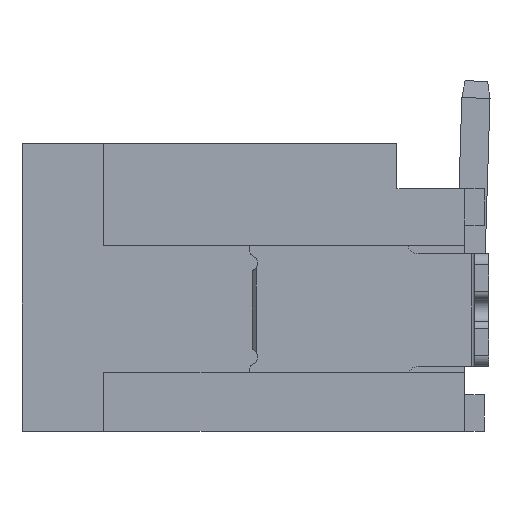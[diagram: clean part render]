
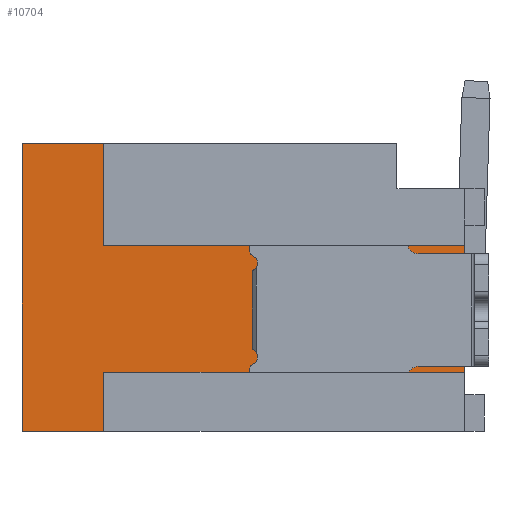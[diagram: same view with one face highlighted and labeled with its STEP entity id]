
A CAD part, left-side view. The second image highlights one B-rep face of the part: STEP entity #10704.
In plain terms, the highlighted planar face has unit normal (-1, 0, 0).
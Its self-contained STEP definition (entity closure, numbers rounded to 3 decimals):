
#3 = EDGE_CURVE ( 'NONE', #15640, #53, #18733, .T. ) ;
#53 = VERTEX_POINT ( 'NONE', #1885 ) ;
#339 = CARTESIAN_POINT ( 'NONE',  ( -7., 0., 0. ) ) ;
#657 = VECTOR ( 'NONE', #1239, 1000. ) ;
#1133 = CARTESIAN_POINT ( 'NONE',  ( -7., -1.45, 0. ) ) ;
#1239 = DIRECTION ( 'NONE',  ( 0., 0.707, -0.707 ) ) ;
#1885 = CARTESIAN_POINT ( 'NONE',  ( -7., -1.45, -5.1 ) ) ;
#2023 = VERTEX_POINT ( 'NONE', #10846 ) ;
#2064 = VERTEX_POINT ( 'NONE', #12389 ) ;
#2214 = DIRECTION ( 'NONE',  ( 0., -0.707, -0.707 ) ) ;
#2557 = CARTESIAN_POINT ( 'NONE',  ( -7., -1.6, -4.65 ) ) ;
#2599 = DIRECTION ( 'NONE',  ( 0., -1., 0. ) ) ;
#2644 = EDGE_CURVE ( 'NONE', #20122, #9479, #15783, .T. ) ;
#2740 = DIRECTION ( 'NONE',  ( 0., 1., 0. ) ) ;
#2904 = DIRECTION ( 'NONE',  ( 0., 0., -1. ) ) ;
#2931 = DIRECTION ( 'NONE',  ( 0., 0., -1. ) ) ;
#3744 = VECTOR ( 'NONE', #2214, 1000. ) ;
#3783 = CARTESIAN_POINT ( 'NONE',  ( -7., -6.83, -2.55 ) ) ;
#3981 = LINE ( 'NONE', #7399, #6203 ) ;
#4091 = ORIENTED_EDGE ( 'NONE', *, *, #19898, .F. ) ;
#4099 = CARTESIAN_POINT ( 'NONE',  ( -7., -3.925, -2.55 ) ) ;
#4306 = CARTESIAN_POINT ( 'NONE',  ( -7., -3.325, 0. ) ) ;
#4539 = CARTESIAN_POINT ( 'NONE',  ( -7., -4.215, -1.25 ) ) ;
#4936 = EDGE_CURVE ( 'NONE', #9481, #9479, #15977, .T. ) ;
#5317 = DIRECTION ( 'NONE',  ( 0., 0., 1. ) ) ;
#5508 = LINE ( 'NONE', #20419, #19156 ) ;
#5645 = EDGE_CURVE ( 'NONE', #2064, #19231, #7915, .T. ) ;
#5710 = VECTOR ( 'NONE', #13816, 1000. ) ;
#5946 = DIRECTION ( 'NONE',  ( 0., 1., 0. ) ) ;
#6012 = PLANE ( 'NONE',  #17547 ) ;
#6107 = VERTEX_POINT ( 'NONE', #6331 ) ;
#6196 = LINE ( 'NONE', #4306, #9150 ) ;
#6203 = VECTOR ( 'NONE', #14093, 1000. ) ;
#6331 = CARTESIAN_POINT ( 'NONE',  ( -7., -1.6, -4.65 ) ) ;
#6466 = ORIENTED_EDGE ( 'NONE', *, *, #8253, .F. ) ;
#6824 = EDGE_CURVE ( 'NONE', #8885, #6107, #16299, .T. ) ;
#7399 = CARTESIAN_POINT ( 'NONE',  ( -7., -3.925, -5.1 ) ) ;
#7516 = CARTESIAN_POINT ( 'NONE',  ( -7., -1.45, -2.55 ) ) ;
#7915 = LINE ( 'NONE', #19648, #14221 ) ;
#8253 = EDGE_CURVE ( 'NONE', #14555, #9481, #16750, .T. ) ;
#8338 = VERTEX_POINT ( 'NONE', #339 ) ;
#8447 = EDGE_LOOP ( 'NONE', ( #20144, #14991, #18885, #4091, #10166, #11735, #13171, #16421, #18170, #16198, #17812, #17480, #6466, #18302 ) ) ;
#8885 = VERTEX_POINT ( 'NONE', #16150 ) ;
#9150 = VECTOR ( 'NONE', #2599, 1000. ) ;
#9479 = VERTEX_POINT ( 'NONE', #20706 ) ;
#9481 = VERTEX_POINT ( 'NONE', #14025 ) ;
#9556 = VECTOR ( 'NONE', #14134, 1000. ) ;
#9837 = LINE ( 'NONE', #21197, #11505 ) ;
#10166 = ORIENTED_EDGE ( 'NONE', *, *, #6824, .F. ) ;
#10652 = LINE ( 'NONE', #3783, #14670 ) ;
#10704 = ADVANCED_FACE ( 'NONE', ( #14307 ), #6012, .F. ) ;
#10846 = CARTESIAN_POINT ( 'NONE',  ( -7., 0., -5.1 ) ) ;
#10876 = CARTESIAN_POINT ( 'NONE',  ( -7., -4.215, -4.65 ) ) ;
#11038 = CARTESIAN_POINT ( 'NONE',  ( -7., -7.85, -4.05 ) ) ;
#11395 = CARTESIAN_POINT ( 'NONE',  ( -7., -3.925, -4.05 ) ) ;
#11505 = VECTOR ( 'NONE', #2931, 1000. ) ;
#11594 = VECTOR ( 'NONE', #5946, 1000. ) ;
#11735 = ORIENTED_EDGE ( 'NONE', *, *, #16482, .F. ) ;
#12213 = DIRECTION ( 'NONE',  ( 0., 1., 0. ) ) ;
#12358 = CARTESIAN_POINT ( 'NONE',  ( -7., 0., -2.55 ) ) ;
#12389 = CARTESIAN_POINT ( 'NONE',  ( -7., -7.85, -1.8 ) ) ;
#12757 = LINE ( 'NONE', #11395, #11594 ) ;
#12851 = EDGE_CURVE ( 'NONE', #19231, #20950, #12757, .T. ) ;
#13171 = ORIENTED_EDGE ( 'NONE', *, *, #12851, .F. ) ;
#13233 = EDGE_CURVE ( 'NONE', #2023, #8338, #17380, .T. ) ;
#13350 = CARTESIAN_POINT ( 'NONE',  ( -7., -6.83, -4.05 ) ) ;
#13614 = VERTEX_POINT ( 'NONE', #18420 ) ;
#13816 = DIRECTION ( 'NONE',  ( 0., 0., -1. ) ) ;
#13914 = CARTESIAN_POINT ( 'NONE',  ( -7., -1.45, -1.1 ) ) ;
#14018 = EDGE_CURVE ( 'NONE', #53, #2023, #3981, .T. ) ;
#14025 = CARTESIAN_POINT ( 'NONE',  ( -7., -1.45, -1.1 ) ) ;
#14093 = DIRECTION ( 'NONE',  ( 0., 1., 0. ) ) ;
#14134 = DIRECTION ( 'NONE',  ( 0., 1., 0. ) ) ;
#14221 = VECTOR ( 'NONE', #2904, 1000. ) ;
#14284 = EDGE_CURVE ( 'NONE', #2064, #13614, #5508, .T. ) ;
#14307 = FACE_OUTER_BOUND ( 'NONE', #8447, .T. ) ;
#14555 = VERTEX_POINT ( 'NONE', #1133 ) ;
#14670 = VECTOR ( 'NONE', #17211, 1000. ) ;
#14914 = VECTOR ( 'NONE', #5317, 1000. ) ;
#14928 = VECTOR ( 'NONE', #15112, 1000. ) ;
#14991 = ORIENTED_EDGE ( 'NONE', *, *, #14018, .F. ) ;
#15112 = DIRECTION ( 'NONE',  ( 0., 0., -1. ) ) ;
#15640 = VERTEX_POINT ( 'NONE', #18511 ) ;
#15783 = LINE ( 'NONE', #4539, #9556 ) ;
#15977 = LINE ( 'NONE', #13914, #3744 ) ;
#16150 = CARTESIAN_POINT ( 'NONE',  ( -7., -6.83, -4.65 ) ) ;
#16181 = DIRECTION ( 'NONE',  ( 1., 0., 0. ) ) ;
#16198 = ORIENTED_EDGE ( 'NONE', *, *, #20869, .F. ) ;
#16299 = LINE ( 'NONE', #10876, #20307 ) ;
#16421 = ORIENTED_EDGE ( 'NONE', *, *, #5645, .F. ) ;
#16482 = EDGE_CURVE ( 'NONE', #20950, #8885, #10652, .T. ) ;
#16750 = LINE ( 'NONE', #18405, #5710 ) ;
#16779 = EDGE_CURVE ( 'NONE', #8338, #14555, #6196, .T. ) ;
#17211 = DIRECTION ( 'NONE',  ( 0., 0., -1. ) ) ;
#17380 = LINE ( 'NONE', #12358, #14914 ) ;
#17480 = ORIENTED_EDGE ( 'NONE', *, *, #4936, .F. ) ;
#17547 = AXIS2_PLACEMENT_3D ( 'NONE', #4099, #16181, #21188 ) ;
#17812 = ORIENTED_EDGE ( 'NONE', *, *, #2644, .T. ) ;
#18170 = ORIENTED_EDGE ( 'NONE', *, *, #14284, .T. ) ;
#18302 = ORIENTED_EDGE ( 'NONE', *, *, #16779, .F. ) ;
#18405 = CARTESIAN_POINT ( 'NONE',  ( -7., -1.45, -0.9 ) ) ;
#18420 = CARTESIAN_POINT ( 'NONE',  ( -7., -6.83, -1.8 ) ) ;
#18511 = CARTESIAN_POINT ( 'NONE',  ( -7., -1.45, -4.8 ) ) ;
#18733 = LINE ( 'NONE', #7516, #14928 ) ;
#18885 = ORIENTED_EDGE ( 'NONE', *, *, #3, .F. ) ;
#19156 = VECTOR ( 'NONE', #12213, 1000. ) ;
#19231 = VERTEX_POINT ( 'NONE', #11038 ) ;
#19294 = LINE ( 'NONE', #2557, #657 ) ;
#19648 = CARTESIAN_POINT ( 'NONE',  ( -7., -7.85, -2.55 ) ) ;
#19869 = CARTESIAN_POINT ( 'NONE',  ( -7., -6.83, -1.25 ) ) ;
#19898 = EDGE_CURVE ( 'NONE', #6107, #15640, #19294, .T. ) ;
#20122 = VERTEX_POINT ( 'NONE', #19869 ) ;
#20144 = ORIENTED_EDGE ( 'NONE', *, *, #13233, .F. ) ;
#20307 = VECTOR ( 'NONE', #2740, 1000. ) ;
#20419 = CARTESIAN_POINT ( 'NONE',  ( -7., -4.65, -1.8 ) ) ;
#20706 = CARTESIAN_POINT ( 'NONE',  ( -7., -1.6, -1.25 ) ) ;
#20869 = EDGE_CURVE ( 'NONE', #20122, #13614, #9837, .T. ) ;
#20950 = VERTEX_POINT ( 'NONE', #13350 ) ;
#21188 = DIRECTION ( 'NONE',  ( 0., 0., -1. ) ) ;
#21197 = CARTESIAN_POINT ( 'NONE',  ( -7., -6.83, -1.525 ) ) ;
